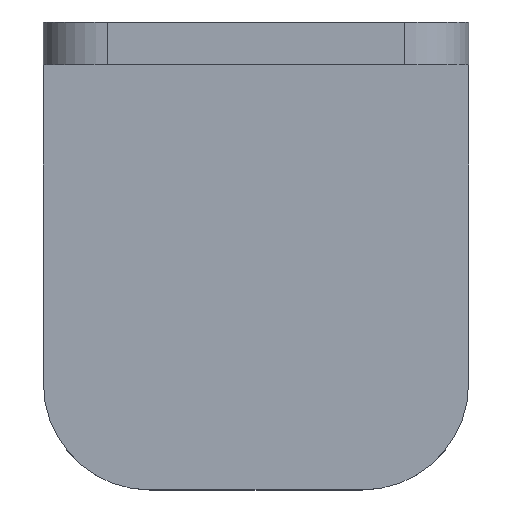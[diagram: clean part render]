
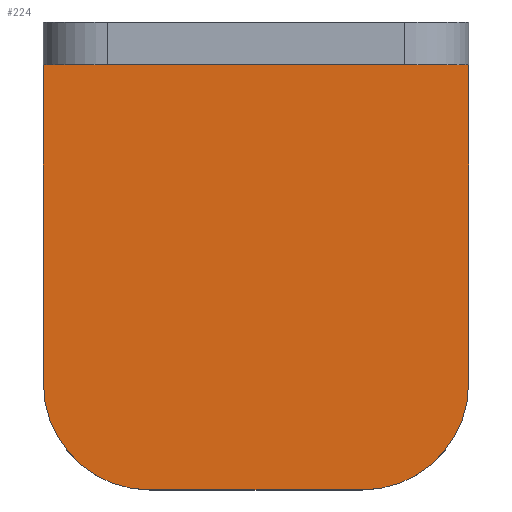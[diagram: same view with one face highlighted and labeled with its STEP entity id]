
A CAD part, top view. The second image highlights one B-rep face of the part: STEP entity #224.
In plain terms, the highlighted planar face has unit normal (0, 0, 1).
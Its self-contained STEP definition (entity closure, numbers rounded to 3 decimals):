
#22=PLANE('',#258);
#34=FACE_OUTER_BOUND('',#46,.T.);
#46=EDGE_LOOP('',(#203,#204,#205,#206,#207,#208));
#51=LINE('',#338,#73);
#58=LINE('',#362,#80);
#66=LINE('',#380,#88);
#67=LINE('',#382,#89);
#73=VECTOR('',#273,10.);
#80=VECTOR('',#296,10.);
#88=VECTOR('',#314,10.);
#89=VECTOR('',#317,10.);
#91=CIRCLE('',#240,5.);
#94=CIRCLE('',#246,5.);
#99=VERTEX_POINT('',#325);
#100=VERTEX_POINT('',#326);
#104=VERTEX_POINT('',#336);
#108=VERTEX_POINT('',#348);
#113=VERTEX_POINT('',#361);
#118=VERTEX_POINT('',#378);
#119=EDGE_CURVE('',#99,#100,#91,.T.);
#125=EDGE_CURVE('',#99,#104,#51,.T.);
#130=EDGE_CURVE('',#108,#104,#94,.T.);
#136=EDGE_CURVE('',#113,#100,#58,.T.);
#146=EDGE_CURVE('',#108,#118,#66,.T.);
#147=EDGE_CURVE('',#118,#113,#67,.T.);
#203=ORIENTED_EDGE('',*,*,#119,.F.);
#204=ORIENTED_EDGE('',*,*,#125,.T.);
#205=ORIENTED_EDGE('',*,*,#130,.F.);
#206=ORIENTED_EDGE('',*,*,#146,.T.);
#207=ORIENTED_EDGE('',*,*,#147,.T.);
#208=ORIENTED_EDGE('',*,*,#136,.T.);
#224=ADVANCED_FACE('',(#34),#22,.T.);
#240=AXIS2_PLACEMENT_3D('',#327,#263,#264);
#246=AXIS2_PLACEMENT_3D('',#349,#283,#284);
#258=AXIS2_PLACEMENT_3D('',#385,#321,#322);
#263=DIRECTION('center_axis',(0.,0.,-1.));
#264=DIRECTION('ref_axis',(-0.707,-0.707,0.));
#273=DIRECTION('',(1.,0.,0.));
#283=DIRECTION('center_axis',(0.,0.,-1.));
#284=DIRECTION('ref_axis',(0.707,-0.707,0.));
#296=DIRECTION('',(0.,-1.,0.));
#314=DIRECTION('',(0.,1.,0.));
#317=DIRECTION('',(-1.,0.,0.));
#321=DIRECTION('center_axis',(0.,0.,1.));
#322=DIRECTION('ref_axis',(1.,0.,0.));
#325=CARTESIAN_POINT('',(-15.,-20.,1.8));
#326=CARTESIAN_POINT('',(-20.,-15.,1.8));
#327=CARTESIAN_POINT('Origin',(-15.,-15.,1.8));
#336=CARTESIAN_POINT('',(-5.,-20.,1.8));
#338=CARTESIAN_POINT('',(-20.,-20.,1.8));
#348=CARTESIAN_POINT('',(0.,-15.,1.8));
#349=CARTESIAN_POINT('Origin',(-5.,-15.,1.8));
#361=CARTESIAN_POINT('',(-20.,0.,1.8));
#362=CARTESIAN_POINT('',(-20.,0.,1.8));
#378=CARTESIAN_POINT('',(0.,0.,1.8));
#380=CARTESIAN_POINT('',(0.,-20.,1.8));
#382=CARTESIAN_POINT('',(-20.,0.,1.8));
#385=CARTESIAN_POINT('Origin',(-10.,-10.,1.8));
